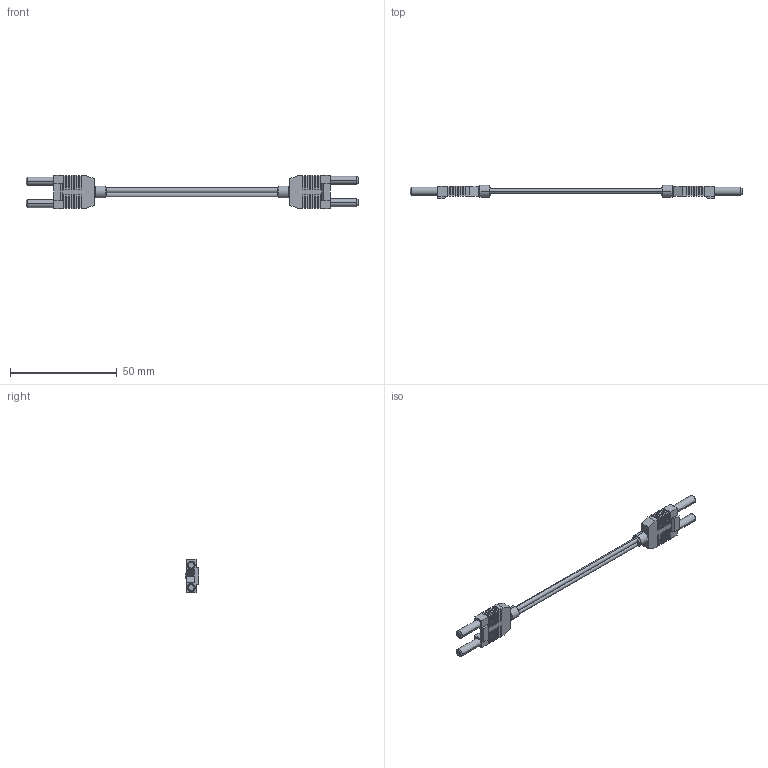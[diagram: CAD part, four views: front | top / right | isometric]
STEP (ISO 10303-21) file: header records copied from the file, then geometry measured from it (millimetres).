
FILE_DESCRIPTION (( 'STEP AP203' ), '1' );
FILE_NAME ('FODU-HFBR.STEP', '2010-09-03T19:03:07', ( 'x' ), ( 'Microsoft' ), 'SwSTEP 2.0', 'SolidWorks 2010', '' );
FILE_SCHEMA (( 'CONFIG_CONTROL_DESIGN' ));
Length unit declared in the file: inch
Products named in the file (3): 1AL06-208_FODSCMIL-01; FODU-HFBR; 1AF07-007
Assembly tree (3 placements, depth 2):
  FODU-HFBR
    1AL06-208_FODSCMIL-01
    1AF07-007  x2
Bounding box: 155.45 x 6.32 x 15.49 mm (x, y, z)
Volume: 3732.8 mm3; surface area: 4428.5 mm2
Topology: 5 solids, 5 shells, 301 faces, 835 edges, 554 vertices
Faces by surface type: plane 258, cylinder 35, cone 8
Entity records: 5151 total; most frequent: CARTESIAN_POINT 861, ORIENTED_EDGE 844, DIRECTION 782, EDGE_CURVE 422, VECTOR 380, LINE 380, VERTEX_POINT 280, AXIS2_PLACEMENT_3D 201
